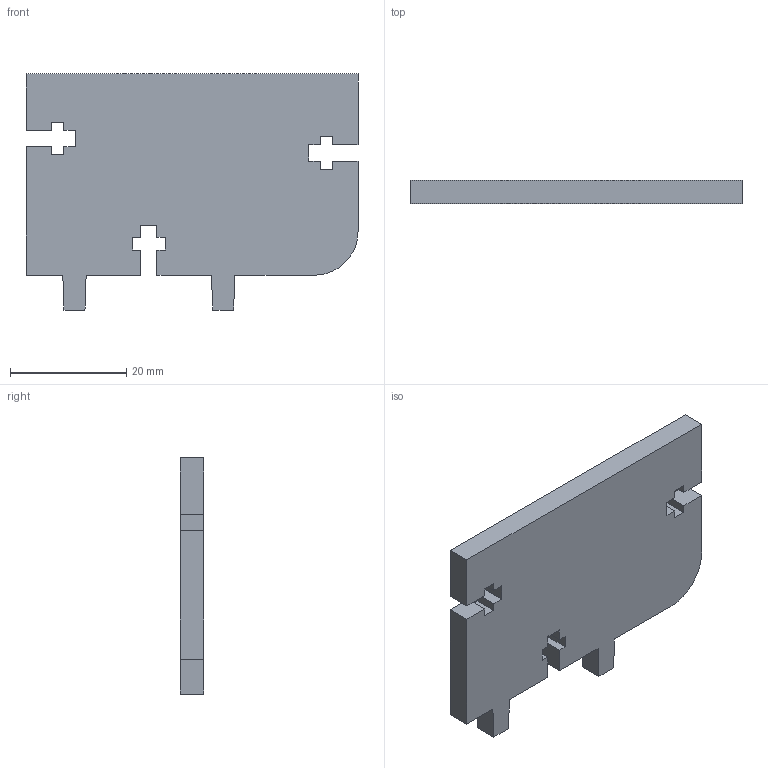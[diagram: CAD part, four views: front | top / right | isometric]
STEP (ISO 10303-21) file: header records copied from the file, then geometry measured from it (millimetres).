
FILE_DESCRIPTION (( 'STEP AP214' ), '1' );
FILE_NAME ('2008-A.STEP', '2015-03-20T15:43:15', ( '' ), ( '' ), 'SwSTEP 2.0', 'SolidWorks 2014', '' );
FILE_SCHEMA (( 'AUTOMOTIVE_DESIGN' ));
Length unit declared in the file: millimetre
Products named in the file (1): 2008-A
Bounding box: 57.03 x 4 x 40.57 mm (x, y, z)
Volume: 7661.5 mm3; surface area: 4914.4 mm2
Topology: 1 solids, 1 shells, 51 faces, 147 edges, 98 vertices
Faces by surface type: plane 50, bspline 1
Entity records: 1681 total; most frequent: CARTESIAN_POINT 310, ORIENTED_EDGE 294, DIRECTION 247, EDGE_CURVE 147, VECTOR 145, LINE 145, VERTEX_POINT 98, EDGE_LOOP 51
